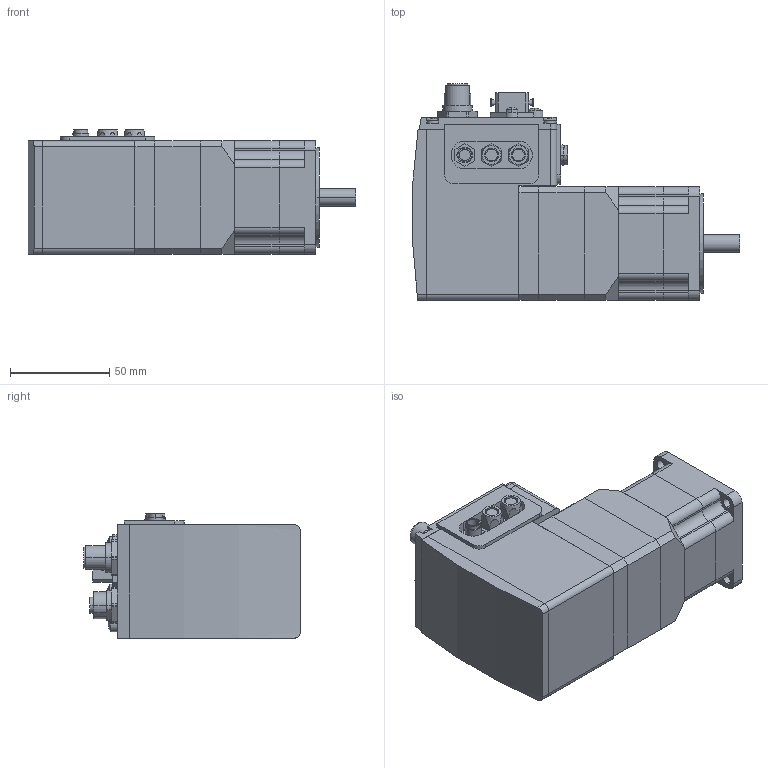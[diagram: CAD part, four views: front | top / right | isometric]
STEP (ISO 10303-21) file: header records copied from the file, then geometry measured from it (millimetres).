
FILE_DESCRIPTION(('STEP AP242'),'1');
FILE_NAME('ila1b571pc1a0.stp','2021-09-29T08:29:10',('TraceParts'),('TraceParts S.A.'),'Spatial InterOp 3D',' ',' ');
FILE_SCHEMA(('AP242_MANAGED_MODEL_BASED_3D_ENGINEERING_MIM_LF {1 0 10303 442 1 1 4}'));
Length unit declared in the file: millimetre
Products named in the file (1): ila1b571pc1a0_1
Bounding box: 165.04 x 109.2 x 62.7 mm (x, y, z)
Volume: 604120.1 mm3; surface area: 116089.2 mm2
Topology: 11 solids, 11 shells, 506 faces, 1292 edges, 846 vertices
Faces by surface type: plane 307, cylinder 171, cone 14, torus 14
Entity records: 25786 total; most frequent: CARTESIAN_POINT 2737, DIRECTION 2648, ORIENTED_EDGE 2552, STYLED_ITEM 1793, PRESENTATION_STYLE_ASSIGNMENT 1793, COLOUR_RGB 1793, EDGE_CURVE 1276, CURVE_STYLE 1276
